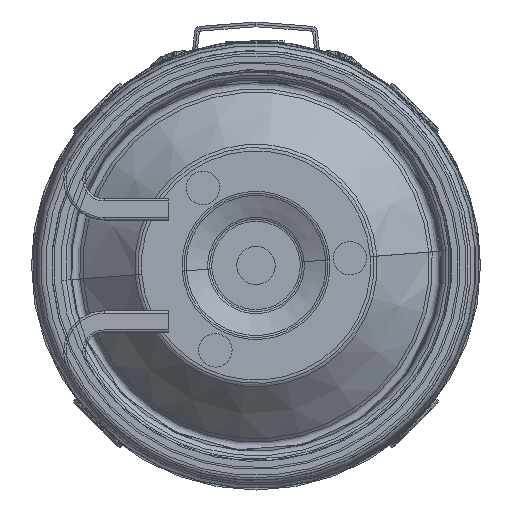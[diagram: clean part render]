
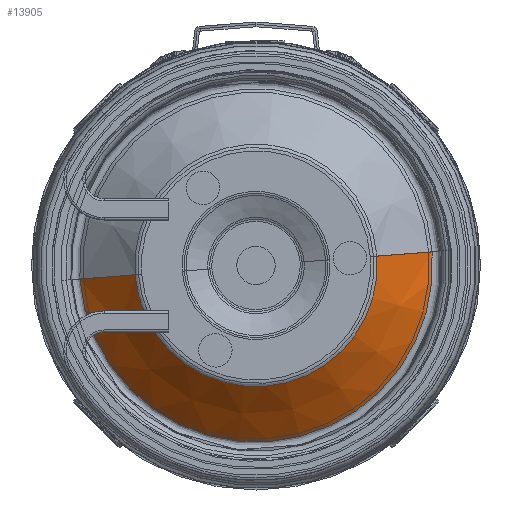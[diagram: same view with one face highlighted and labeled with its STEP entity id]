
A CAD part, front view. The second image highlights one B-rep face of the part: STEP entity #13905.
In plain terms, the highlighted conical face has half-angle 46.546 degrees and reference radius 25.375 mm.
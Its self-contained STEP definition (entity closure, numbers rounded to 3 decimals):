
#541 = ORIENTED_EDGE ( 'NONE', *, *, #36333, .T. ) ;
#2379 = CIRCLE ( 'NONE', #36281, 36.962 ) ;
#3012 = VERTEX_POINT ( 'NONE', #12442 ) ;
#3611 = CONICAL_SURFACE ( 'NONE', #20227, 25.376, 0.812 ) ;
#4546 = LINE ( 'NONE', #16562, #11370 ) ;
#5324 = CARTESIAN_POINT ( 'NONE',  ( 0., 0.548, -25.376 ) ) ;
#7084 = DIRECTION ( 'NONE',  ( 0., 1., 0. ) ) ;
#7151 = DIRECTION ( 'NONE',  ( 0., 0.688, 0.726 ) ) ;
#7937 = DIRECTION ( 'NONE',  ( 0., 0., 1. ) ) ;
#10194 = EDGE_CURVE ( 'NONE', #16408, #23093, #22955, .T. ) ;
#10286 = DIRECTION ( 'NONE',  ( 0., 0., 1. ) ) ;
#10581 = AXIS2_PLACEMENT_3D ( 'NONE', #16310, #24751, #21531 ) ;
#10936 = CARTESIAN_POINT ( 'NONE',  ( 0., 11.526, 0. ) ) ;
#11370 = VECTOR ( 'NONE', #7151, 1000. ) ;
#12442 = CARTESIAN_POINT ( 'NONE',  ( 0., 0.548, 25.376 ) ) ;
#13905 = ADVANCED_FACE ( 'NONE', ( #25513 ), #3611, .T. ) ;
#16310 = CARTESIAN_POINT ( 'NONE',  ( 0., 0.548, 0. ) ) ;
#16408 = VERTEX_POINT ( 'NONE', #17177 ) ;
#16562 = CARTESIAN_POINT ( 'NONE',  ( 0., 0.548, 25.376 ) ) ;
#17177 = CARTESIAN_POINT ( 'NONE',  ( 0., 0.548, -25.376 ) ) ;
#18715 = ORIENTED_EDGE ( 'NONE', *, *, #10194, .F. ) ;
#18816 = ORIENTED_EDGE ( 'NONE', *, *, #31767, .F. ) ;
#20227 = AXIS2_PLACEMENT_3D ( 'NONE', #28544, #7084, #10286 ) ;
#21531 = DIRECTION ( 'NONE',  ( 0., 0., 1. ) ) ;
#22115 = CIRCLE ( 'NONE', #10581, 25.376 ) ;
#22955 = LINE ( 'NONE', #5324, #29648 ) ;
#23093 = VERTEX_POINT ( 'NONE', #23589 ) ;
#23589 = CARTESIAN_POINT ( 'NONE',  ( 0., 11.526, -36.962 ) ) ;
#24678 = CARTESIAN_POINT ( 'NONE',  ( 0., 11.526, 36.962 ) ) ;
#24751 = DIRECTION ( 'NONE',  ( 0., 1., 0. ) ) ;
#25513 = FACE_OUTER_BOUND ( 'NONE', #36616, .T. ) ;
#28544 = CARTESIAN_POINT ( 'NONE',  ( 0., 0.548, 0. ) ) ;
#29183 = DIRECTION ( 'NONE',  ( 0., 0.688, -0.726 ) ) ;
#29648 = VECTOR ( 'NONE', #29183, 1000. ) ;
#29827 = VERTEX_POINT ( 'NONE', #24678 ) ;
#31767 = EDGE_CURVE ( 'NONE', #23093, #29827, #2379, .T. ) ;
#33806 = ORIENTED_EDGE ( 'NONE', *, *, #37795, .T. ) ;
#35398 = DIRECTION ( 'NONE',  ( 0., 1., 0. ) ) ;
#36281 = AXIS2_PLACEMENT_3D ( 'NONE', #10936, #35398, #7937 ) ;
#36333 = EDGE_CURVE ( 'NONE', #16408, #3012, #22115, .T. ) ;
#36616 = EDGE_LOOP ( 'NONE', ( #18715, #541, #33806, #18816 ) ) ;
#37795 = EDGE_CURVE ( 'NONE', #3012, #29827, #4546, .T. ) ;
